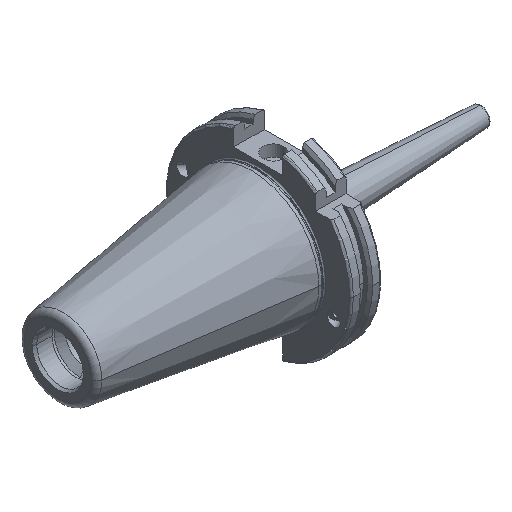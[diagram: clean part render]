
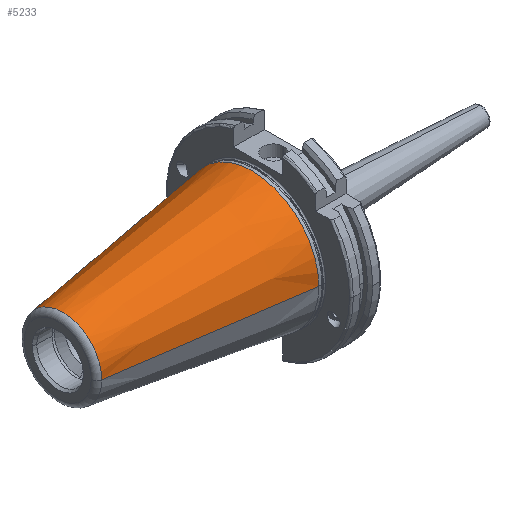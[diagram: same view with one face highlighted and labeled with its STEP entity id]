
A CAD part, isometric view. The second image highlights one B-rep face of the part: STEP entity #5233.
In plain terms, the highlighted conical face has half-angle 8.297 degrees and reference radius 34.925 mm.
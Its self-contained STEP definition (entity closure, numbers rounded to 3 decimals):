
#554 = VERTEX_POINT ( 'NONE', #4999 ) ;
#651 = VECTOR ( 'NONE', #5258, 1000. ) ;
#691 = CIRCLE ( 'NONE', #4069, 20.461 ) ;
#727 = DIRECTION ( 'NONE',  ( 1., 0., 0. ) ) ;
#881 = AXIS2_PLACEMENT_3D ( 'NONE', #3544, #5632, #2609 ) ;
#974 = DIRECTION ( 'NONE',  ( 0., -1., 0. ) ) ;
#975 = EDGE_CURVE ( 'NONE', #554, #1481, #691, .T. ) ;
#1145 = CARTESIAN_POINT ( 'NONE',  ( 0., -34.925, 0. ) ) ;
#1155 = LINE ( 'NONE', #3198, #3842 ) ;
#1192 = DIRECTION ( 'NONE',  ( 0., 1., 0. ) ) ;
#1481 = VERTEX_POINT ( 'NONE', #6185 ) ;
#1685 = ORIENTED_EDGE ( 'NONE', *, *, #3050, .F. ) ;
#1941 = EDGE_LOOP ( 'NONE', ( #6509, #5773, #5379, #1685 ) ) ;
#2540 = CARTESIAN_POINT ( 'NONE',  ( 0., 34.925, 0. ) ) ;
#2609 = DIRECTION ( 'NONE',  ( 0., -1., 0. ) ) ;
#2946 = EDGE_CURVE ( 'NONE', #4080, #5724, #3834, .T. ) ;
#3043 = FACE_OUTER_BOUND ( 'NONE', #1941, .T. ) ;
#3050 = EDGE_CURVE ( 'NONE', #1481, #5724, #1155, .T. ) ;
#3198 = CARTESIAN_POINT ( 'NONE',  ( 0., 34.925, 0. ) ) ;
#3513 = CONICAL_SURFACE ( 'NONE', #5203, 34.925, 0.145 ) ;
#3544 = CARTESIAN_POINT ( 'NONE',  ( 0., 0., 0. ) ) ;
#3567 = CARTESIAN_POINT ( 'NONE',  ( -99.183, 0., 0. ) ) ;
#3834 = CIRCLE ( 'NONE', #881, 34.925 ) ;
#3842 = VECTOR ( 'NONE', #4800, 1000. ) ;
#4069 = AXIS2_PLACEMENT_3D ( 'NONE', #3567, #5556, #974 ) ;
#4080 = VERTEX_POINT ( 'NONE', #4103 ) ;
#4103 = CARTESIAN_POINT ( 'NONE',  ( 0., -34.925, 0. ) ) ;
#4250 = LINE ( 'NONE', #1145, #651 ) ;
#4800 = DIRECTION ( 'NONE',  ( 0.99, 0.144, 0. ) ) ;
#4999 = CARTESIAN_POINT ( 'NONE',  ( -99.183, -20.461, 0. ) ) ;
#5203 = AXIS2_PLACEMENT_3D ( 'NONE', #5274, #727, #1192 ) ;
#5233 = ADVANCED_FACE ( 'NONE', ( #3043 ), #3513, .T. ) ;
#5258 = DIRECTION ( 'NONE',  ( 0.99, -0.144, 0. ) ) ;
#5274 = CARTESIAN_POINT ( 'NONE',  ( 0., 0., 0. ) ) ;
#5379 = ORIENTED_EDGE ( 'NONE', *, *, #2946, .T. ) ;
#5556 = DIRECTION ( 'NONE',  ( -1., 0., 0. ) ) ;
#5632 = DIRECTION ( 'NONE',  ( -1., 0., 0. ) ) ;
#5724 = VERTEX_POINT ( 'NONE', #2540 ) ;
#5773 = ORIENTED_EDGE ( 'NONE', *, *, #5842, .T. ) ;
#5842 = EDGE_CURVE ( 'NONE', #554, #4080, #4250, .T. ) ;
#6185 = CARTESIAN_POINT ( 'NONE',  ( -99.183, 20.461, 0. ) ) ;
#6509 = ORIENTED_EDGE ( 'NONE', *, *, #975, .F. ) ;
